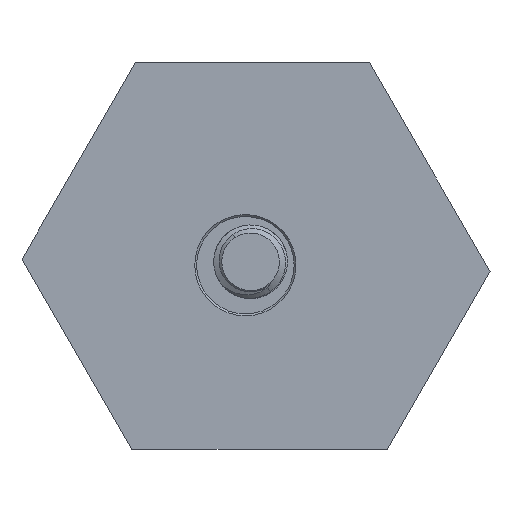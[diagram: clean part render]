
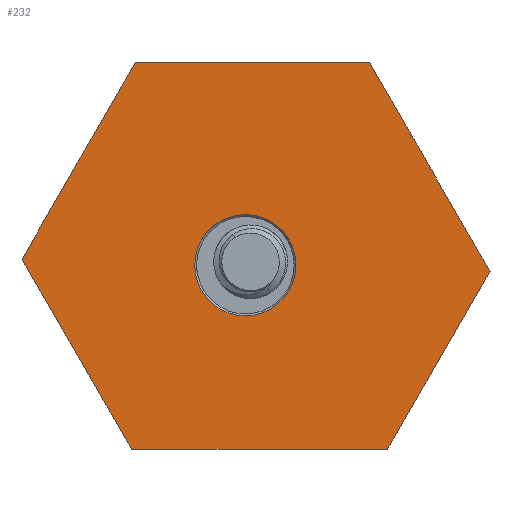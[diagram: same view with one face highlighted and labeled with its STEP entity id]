
A CAD part, front view. The second image highlights one B-rep face of the part: STEP entity #232.
In plain terms, the highlighted planar face has unit normal (0, -1, 0).
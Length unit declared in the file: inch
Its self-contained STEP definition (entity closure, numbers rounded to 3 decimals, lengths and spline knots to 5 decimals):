
#131 = FACE_OUTER_BOUND ( 'NONE', #12608, .T. ) ;
#232 = ADVANCED_FACE ( 'NONE', ( #3544, #131 ), #7903, .T. ) ;
#254 = CARTESIAN_POINT ( 'NONE',  ( 0.79556, 0., 1.29921 ) ) ;
#309 = CARTESIAN_POINT ( 'NONE',  ( 0., 0., -0.3245 ) ) ;
#760 = EDGE_CURVE ( 'NONE', #13550, #12711, #9425, .T. ) ;
#1279 = CIRCLE ( 'NONE', #12202, 0.3245 ) ;
#1332 = DIRECTION ( 'NONE',  ( -0.5, 0., 0.866 ) ) ;
#1349 = VECTOR ( 'NONE', #2198, 39.37008 ) ;
#1543 = DIRECTION ( 'NONE',  ( 0., 1., 0. ) ) ;
#1546 = ORIENTED_EDGE ( 'NONE', *, *, #2877, .F. ) ;
#1834 = VERTEX_POINT ( 'NONE', #10515 ) ;
#1983 = CARTESIAN_POINT ( 'NONE',  ( -0.72737, 0., -1.1811 ) ) ;
#2198 = DIRECTION ( 'NONE',  ( -0.5, 0., -0.866 ) ) ;
#2312 = ORIENTED_EDGE ( 'NONE', *, *, #11534, .F. ) ;
#2491 = ORIENTED_EDGE ( 'NONE', *, *, #760, .F. ) ;
#2525 = VERTEX_POINT ( 'NONE', #13536 ) ;
#2611 = CARTESIAN_POINT ( 'NONE',  ( 0., 0., 0. ) ) ;
#2641 = EDGE_CURVE ( 'NONE', #11961, #2525, #1279, .T. ) ;
#2877 = EDGE_CURVE ( 'NONE', #1834, #3878, #3255, .T. ) ;
#3053 = VECTOR ( 'NONE', #6538, 39.37008 ) ;
#3213 = DIRECTION ( 'NONE',  ( 0.5, 0., -0.866 ) ) ;
#3255 = LINE ( 'NONE', #7619, #3053 ) ;
#3388 = VERTEX_POINT ( 'NONE', #1983 ) ;
#3544 = FACE_BOUND ( 'NONE', #3778, .T. ) ;
#3778 = EDGE_LOOP ( 'NONE', ( #9799, #10298 ) ) ;
#3878 = VERTEX_POINT ( 'NONE', #9007 ) ;
#4455 = CARTESIAN_POINT ( 'NONE',  ( 1.56839, 0., -0.03937 ) ) ;
#4487 = DIRECTION ( 'NONE',  ( 0., 0., -1. ) ) ;
#4775 = CARTESIAN_POINT ( 'NONE',  ( 0., 0., 0. ) ) ;
#5103 = ORIENTED_EDGE ( 'NONE', *, *, #5220, .F. ) ;
#5202 = DIRECTION ( 'NONE',  ( 0., 1., 0. ) ) ;
#5220 = EDGE_CURVE ( 'NONE', #12711, #8746, #13963, .T. ) ;
#5412 = VECTOR ( 'NONE', #3213, 39.37008 ) ;
#5467 = EDGE_CURVE ( 'NONE', #3878, #13550, #12103, .T. ) ;
#5865 = EDGE_CURVE ( 'NONE', #2525, #11961, #9114, .T. ) ;
#5925 = ORIENTED_EDGE ( 'NONE', *, *, #5467, .F. ) ;
#6362 = VECTOR ( 'NONE', #10113, 39.37008 ) ;
#6538 = DIRECTION ( 'NONE',  ( 0.5, 0., 0.866 ) ) ;
#6919 = CARTESIAN_POINT ( 'NONE',  ( 0.79556, 0., 1.29921 ) ) ;
#7619 = CARTESIAN_POINT ( 'NONE',  ( -0.70464, 0., 1.29921 ) ) ;
#7903 = PLANE ( 'NONE',  #9266 ) ;
#8295 = VECTOR ( 'NONE', #1332, 39.37008 ) ;
#8746 = VERTEX_POINT ( 'NONE', #12869 ) ;
#8775 = CARTESIAN_POINT ( 'NONE',  ( 0.90921, 0., -1.1811 ) ) ;
#9007 = CARTESIAN_POINT ( 'NONE',  ( -0.70464, 0., 1.29921 ) ) ;
#9114 = CIRCLE ( 'NONE', #10471, 0.3245 ) ;
#9266 = AXIS2_PLACEMENT_3D ( 'NONE', #4775, #12239, #4487 ) ;
#9425 = LINE ( 'NONE', #13766, #5412 ) ;
#9799 = ORIENTED_EDGE ( 'NONE', *, *, #2641, .T. ) ;
#10113 = DIRECTION ( 'NONE',  ( 1., 0., 0. ) ) ;
#10266 = CARTESIAN_POINT ( 'NONE',  ( -0.72737, 0., -1.1811 ) ) ;
#10298 = ORIENTED_EDGE ( 'NONE', *, *, #5865, .T. ) ;
#10465 = CARTESIAN_POINT ( 'NONE',  ( 0., 0., 0. ) ) ;
#10471 = AXIS2_PLACEMENT_3D ( 'NONE', #2611, #1543, #13449 ) ;
#10515 = CARTESIAN_POINT ( 'NONE',  ( -1.43201, 0., 0.03937 ) ) ;
#11436 = ORIENTED_EDGE ( 'NONE', *, *, #13961, .F. ) ;
#11534 = EDGE_CURVE ( 'NONE', #3388, #1834, #12234, .T. ) ;
#11961 = VERTEX_POINT ( 'NONE', #309 ) ;
#12103 = LINE ( 'NONE', #6919, #6362 ) ;
#12202 = AXIS2_PLACEMENT_3D ( 'NONE', #10465, #5202, #12944 ) ;
#12234 = LINE ( 'NONE', #13524, #8295 ) ;
#12239 = DIRECTION ( 'NONE',  ( 0., -1., 0. ) ) ;
#12401 = LINE ( 'NONE', #10266, #12584 ) ;
#12584 = VECTOR ( 'NONE', #13322, 39.37008 ) ;
#12608 = EDGE_LOOP ( 'NONE', ( #2312, #11436, #5103, #2491, #5925, #1546 ) ) ;
#12711 = VERTEX_POINT ( 'NONE', #4455 ) ;
#12869 = CARTESIAN_POINT ( 'NONE',  ( 0.90921, 0., -1.1811 ) ) ;
#12944 = DIRECTION ( 'NONE',  ( 0., 0., -1. ) ) ;
#13322 = DIRECTION ( 'NONE',  ( -1., 0., 0. ) ) ;
#13449 = DIRECTION ( 'NONE',  ( 0., 0., -1. ) ) ;
#13524 = CARTESIAN_POINT ( 'NONE',  ( -1.43201, 0., 0.03937 ) ) ;
#13536 = CARTESIAN_POINT ( 'NONE',  ( 0., 0., 0.3245 ) ) ;
#13550 = VERTEX_POINT ( 'NONE', #254 ) ;
#13766 = CARTESIAN_POINT ( 'NONE',  ( 1.56839, 0., -0.03937 ) ) ;
#13961 = EDGE_CURVE ( 'NONE', #8746, #3388, #12401, .T. ) ;
#13963 = LINE ( 'NONE', #8775, #1349 ) ;
